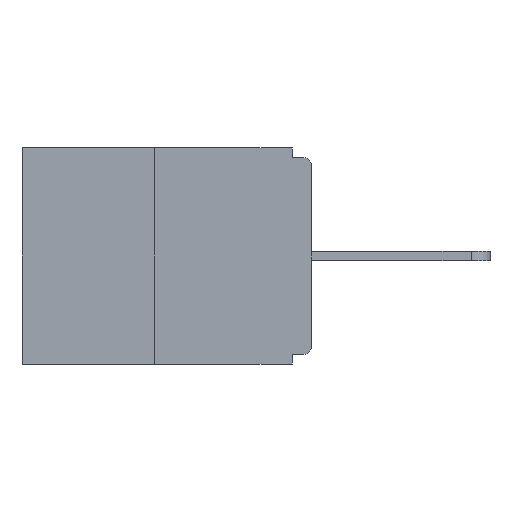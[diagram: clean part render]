
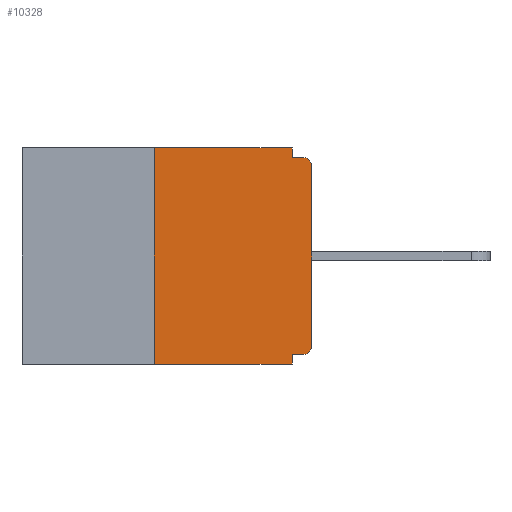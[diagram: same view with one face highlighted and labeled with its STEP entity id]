
A CAD part, left-side view. The second image highlights one B-rep face of the part: STEP entity #10328.
In plain terms, the highlighted planar face has unit normal (-1, 0, 0).
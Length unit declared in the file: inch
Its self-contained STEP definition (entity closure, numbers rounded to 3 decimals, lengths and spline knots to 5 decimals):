
#108 = EDGE_CURVE ( 'NONE', #1016, #3066, #2605, .T. ) ;
#149 = LINE ( 'NONE', #5545, #6267 ) ;
#237 = VERTEX_POINT ( 'NONE', #2282 ) ;
#404 = VECTOR ( 'NONE', #3520, 39.37008 ) ;
#451 = ORIENTED_EDGE ( 'NONE', *, *, #1095, .F. ) ;
#541 = CARTESIAN_POINT ( 'NONE',  ( 0., 0.46, -0.343 ) ) ;
#904 = CARTESIAN_POINT ( 'NONE',  ( 0., 0.031, 0. ) ) ;
#994 = VECTOR ( 'NONE', #4531, 39.37008 ) ;
#1016 = VERTEX_POINT ( 'NONE', #4109 ) ;
#1032 = LINE ( 'NONE', #3224, #6616 ) ;
#1095 = EDGE_CURVE ( 'NONE', #2494, #237, #2321, .T. ) ;
#1185 = CARTESIAN_POINT ( 'NONE',  ( 0., 0.015, -0.015 ) ) ;
#1452 = CARTESIAN_POINT ( 'NONE',  ( 0., 0., -0.328 ) ) ;
#1611 = PLANE ( 'NONE',  #6631 ) ;
#1704 = DIRECTION ( 'NONE',  ( 0., 0., -1. ) ) ;
#1898 = ORIENTED_EDGE ( 'NONE', *, *, #9874, .F. ) ;
#1939 = DIRECTION ( 'NONE',  ( 0., 0., -1. ) ) ;
#2282 = CARTESIAN_POINT ( 'NONE',  ( 0., 0.031, -0.343 ) ) ;
#2301 = EDGE_CURVE ( 'NONE', #10286, #3750, #1032, .T. ) ;
#2321 = LINE ( 'NONE', #7027, #9921 ) ;
#2494 = VERTEX_POINT ( 'NONE', #10773 ) ;
#2605 = CIRCLE ( 'NONE', #6209, 0.015 ) ;
#2972 = VERTEX_POINT ( 'NONE', #9059 ) ;
#3032 = CARTESIAN_POINT ( 'NONE',  ( 0., 0.015, -0.03 ) ) ;
#3066 = VERTEX_POINT ( 'NONE', #1185 ) ;
#3224 = CARTESIAN_POINT ( 'NONE',  ( 0., 0.46, 0. ) ) ;
#3274 = DIRECTION ( 'NONE',  ( 0., 0., 1. ) ) ;
#3291 = EDGE_LOOP ( 'NONE', ( #7356, #7548, #7828, #451, #11402, #8655, #11418, #9443, #10986, #1898 ) ) ;
#3309 = CARTESIAN_POINT ( 'NONE',  ( 0., 0.46, 0. ) ) ;
#3520 = DIRECTION ( 'NONE',  ( 0., 0., 1. ) ) ;
#3750 = VERTEX_POINT ( 'NONE', #9061 ) ;
#3788 = VECTOR ( 'NONE', #8637, 39.37008 ) ;
#3936 = EDGE_CURVE ( 'NONE', #2972, #2494, #6561, .T. ) ;
#4017 = CIRCLE ( 'NONE', #9207, 0.015 ) ;
#4109 = CARTESIAN_POINT ( 'NONE',  ( 0., 0., -0.03 ) ) ;
#4112 = VECTOR ( 'NONE', #5831, 39.37008 ) ;
#4158 = EDGE_CURVE ( 'NONE', #11209, #1016, #10265, .T. ) ;
#4177 = LINE ( 'NONE', #5272, #404 ) ;
#4531 = DIRECTION ( 'NONE',  ( 0., 0., -1. ) ) ;
#4557 = DIRECTION ( 'NONE',  ( 0., -1., 0. ) ) ;
#4717 = CARTESIAN_POINT ( 'NONE',  ( 0., 0., -0.313 ) ) ;
#4884 = VECTOR ( 'NONE', #3274, 39.37008 ) ;
#5272 = CARTESIAN_POINT ( 'NONE',  ( 0., 0.25, 0. ) ) ;
#5497 = CARTESIAN_POINT ( 'NONE',  ( 0., 0.25, -0.343 ) ) ;
#5512 = CARTESIAN_POINT ( 'NONE',  ( 0., 0.031, -0.015 ) ) ;
#5522 = EDGE_CURVE ( 'NONE', #7565, #10286, #4177, .T. ) ;
#5545 = CARTESIAN_POINT ( 'NONE',  ( 0., 0., -0.015 ) ) ;
#5632 = LINE ( 'NONE', #541, #4112 ) ;
#5809 = DIRECTION ( 'NONE',  ( -1., 0., 0. ) ) ;
#5831 = DIRECTION ( 'NONE',  ( 0., -1., 0. ) ) ;
#6209 = AXIS2_PLACEMENT_3D ( 'NONE', #3032, #5809, #6555 ) ;
#6267 = VECTOR ( 'NONE', #4557, 39.37008 ) ;
#6408 = FACE_OUTER_BOUND ( 'NONE', #3291, .T. ) ;
#6555 = DIRECTION ( 'NONE',  ( 0., 0., -1. ) ) ;
#6561 = LINE ( 'NONE', #1452, #3788 ) ;
#6616 = VECTOR ( 'NONE', #8662, 39.37008 ) ;
#6631 = AXIS2_PLACEMENT_3D ( 'NONE', #3309, #7730, #7882 ) ;
#6964 = VERTEX_POINT ( 'NONE', #5512 ) ;
#7027 = CARTESIAN_POINT ( 'NONE',  ( 0., 0.031, -0.343 ) ) ;
#7356 = ORIENTED_EDGE ( 'NONE', *, *, #2301, .F. ) ;
#7548 = ORIENTED_EDGE ( 'NONE', *, *, #5522, .F. ) ;
#7565 = VERTEX_POINT ( 'NONE', #5497 ) ;
#7730 = DIRECTION ( 'NONE',  ( 1., 0., 0. ) ) ;
#7732 = EDGE_CURVE ( 'NONE', #7565, #237, #5632, .T. ) ;
#7828 = ORIENTED_EDGE ( 'NONE', *, *, #7732, .T. ) ;
#7882 = DIRECTION ( 'NONE',  ( 0., 0., -1. ) ) ;
#8132 = LINE ( 'NONE', #904, #994 ) ;
#8637 = DIRECTION ( 'NONE',  ( 0., 1., 0. ) ) ;
#8655 = ORIENTED_EDGE ( 'NONE', *, *, #11172, .T. ) ;
#8662 = DIRECTION ( 'NONE',  ( 0., -1., 0. ) ) ;
#9059 = CARTESIAN_POINT ( 'NONE',  ( 0., 0.015, -0.328 ) ) ;
#9061 = CARTESIAN_POINT ( 'NONE',  ( 0., 0.031, 0. ) ) ;
#9207 = AXIS2_PLACEMENT_3D ( 'NONE', #9230, #10918, #1939 ) ;
#9230 = CARTESIAN_POINT ( 'NONE',  ( 0., 0.015, -0.313 ) ) ;
#9443 = ORIENTED_EDGE ( 'NONE', *, *, #108, .T. ) ;
#9874 = EDGE_CURVE ( 'NONE', #3750, #6964, #8132, .T. ) ;
#9921 = VECTOR ( 'NONE', #1704, 39.37008 ) ;
#10265 = LINE ( 'NONE', #11435, #4884 ) ;
#10286 = VERTEX_POINT ( 'NONE', #10549 ) ;
#10328 = ADVANCED_FACE ( 'NONE', ( #6408 ), #1611, .F. ) ;
#10509 = EDGE_CURVE ( 'NONE', #6964, #3066, #149, .T. ) ;
#10549 = CARTESIAN_POINT ( 'NONE',  ( 0., 0.25, 0. ) ) ;
#10773 = CARTESIAN_POINT ( 'NONE',  ( 0., 0.031, -0.328 ) ) ;
#10918 = DIRECTION ( 'NONE',  ( -1., 0., 0. ) ) ;
#10986 = ORIENTED_EDGE ( 'NONE', *, *, #10509, .F. ) ;
#11172 = EDGE_CURVE ( 'NONE', #2972, #11209, #4017, .T. ) ;
#11209 = VERTEX_POINT ( 'NONE', #4717 ) ;
#11402 = ORIENTED_EDGE ( 'NONE', *, *, #3936, .F. ) ;
#11418 = ORIENTED_EDGE ( 'NONE', *, *, #4158, .T. ) ;
#11435 = CARTESIAN_POINT ( 'NONE',  ( 0., 0., 0. ) ) ;
